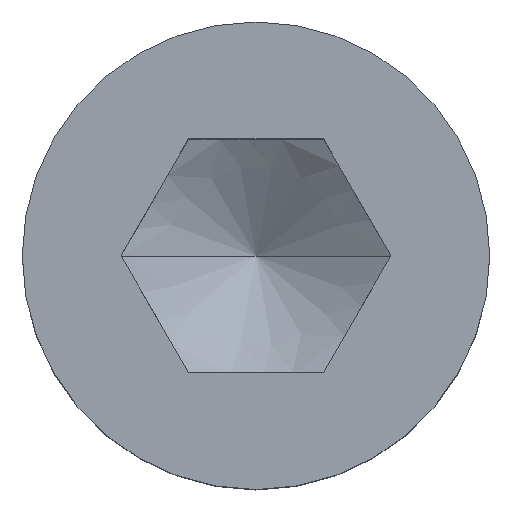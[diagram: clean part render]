
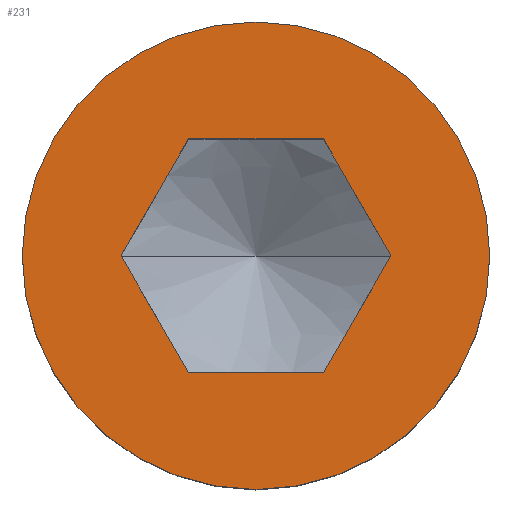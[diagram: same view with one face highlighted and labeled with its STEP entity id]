
A CAD part, top view. The second image highlights one B-rep face of the part: STEP entity #231.
In plain terms, the highlighted planar face has unit normal (0, 0, 1).
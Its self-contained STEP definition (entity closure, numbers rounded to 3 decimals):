
#163=EDGE_CURVE('',#265,#181,#383,.T.);
#169=EDGE_CURVE('',#277,#263,#389,.T.);
#181=VERTEX_POINT('',#403);
#197=EDGE_CURVE('',#311,#225,#419,.T.);
#203=EDGE_CURVE('',#263,#277,#426,.T.);
#217=EDGE_CURVE('',#225,#287,#440,.T.);
#225=VERTEX_POINT('',#449);
#231=ADVANCED_FACE('',(#456,#457),#458,.T.);
#263=VERTEX_POINT('',#497);
#265=VERTEX_POINT('',#499);
#273=EDGE_CURVE('',#287,#265,#507,.T.);
#277=VERTEX_POINT('',#511);
#287=VERTEX_POINT('',#524);
#291=VERTEX_POINT('',#528);
#307=EDGE_CURVE('',#291,#311,#546,.T.);
#311=VERTEX_POINT('',#550);
#321=EDGE_CURVE('',#181,#291,#560,.T.);
#383=LINE('',#630,#631);
#389=CIRCLE('',#640,14.0);
#403=CARTESIAN_POINT('',(4.041,-7.0,16.0));
#419=LINE('',#691,#692);
#426=CIRCLE('',#700,14.0);
#440=LINE('',#729,#730);
#449=CARTESIAN_POINT('',(-4.041,7.0,16.0));
#456=FACE_OUTER_BOUND('',#748,.T.);
#457=FACE_BOUND('',#749,.T.);
#458=PLANE('',#750);
#497=CARTESIAN_POINT('',(-14.0,0.0,16.0));
#499=CARTESIAN_POINT('',(8.083,0.0,16.0));
#507=LINE('',#818,#819);
#511=CARTESIAN_POINT('',(14.0,0.,16.0));
#524=CARTESIAN_POINT('',(4.041,7.0,16.0));
#528=CARTESIAN_POINT('',(-4.041,-7.0,16.0));
#546=LINE('',#878,#879);
#550=CARTESIAN_POINT('',(-8.083,0.0,16.0));
#560=LINE('',#908,#909);
#630=CARTESIAN_POINT('',(5.052,-5.25,16.0));
#631=VECTOR('',#969,1.0);
#640=AXIS2_PLACEMENT_3D('',#976,#977,#978);
#691=CARTESIAN_POINT('',(-5.052,5.25,16.0));
#692=VECTOR('',#1008,1.0);
#700=AXIS2_PLACEMENT_3D('',#1017,#1018,#1019);
#729=CARTESIAN_POINT('',(2.021,7.0,16.0));
#730=VECTOR('',#1027,1.0);
#748=EDGE_LOOP('',(#1046,#1047));
#749=EDGE_LOOP('',(#1048,#1049,#1050,#1051,#1052,#1053));
#750=AXIS2_PLACEMENT_3D('',#1054,#1055,#1056);
#818=CARTESIAN_POINT('',(7.073,1.75,16.0));
#819=VECTOR('',#1122,1.0);
#878=CARTESIAN_POINT('',(-7.073,-1.75,16.0));
#879=VECTOR('',#1163,1.0);
#908=CARTESIAN_POINT('',(-2.021,-7.0,16.0));
#909=VECTOR('',#1166,1.0);
#969=DIRECTION('',(-0.5,-0.866,0.0));
#976=CARTESIAN_POINT('',(0.0,0.0,16.0));
#977=DIRECTION('',(0.0,0.0,1.0));
#978=DIRECTION('',(1.0,0.0,0.0));
#1008=DIRECTION('',(0.5,0.866,0.0));
#1017=CARTESIAN_POINT('',(0.0,0.0,16.0));
#1018=DIRECTION('',(0.0,0.0,1.0));
#1019=DIRECTION('',(1.0,0.0,0.0));
#1027=DIRECTION('',(1.0,0.0,0.0));
#1046=ORIENTED_EDGE('',*,*,#203,.T.);
#1047=ORIENTED_EDGE('',*,*,#169,.T.);
#1048=ORIENTED_EDGE('',*,*,#307,.T.);
#1049=ORIENTED_EDGE('',*,*,#197,.T.);
#1050=ORIENTED_EDGE('',*,*,#217,.T.);
#1051=ORIENTED_EDGE('',*,*,#273,.T.);
#1052=ORIENTED_EDGE('',*,*,#163,.T.);
#1053=ORIENTED_EDGE('',*,*,#321,.T.);
#1054=CARTESIAN_POINT('',(-10.043,0.,16.0));
#1055=DIRECTION('',(0.0,0.0,1.0));
#1056=DIRECTION('',(-1.0,0.,0.0));
#1122=DIRECTION('',(0.5,-0.866,0.0));
#1163=DIRECTION('',(-0.5,0.866,0.0));
#1166=DIRECTION('',(-1.0,0.0,0.0));
